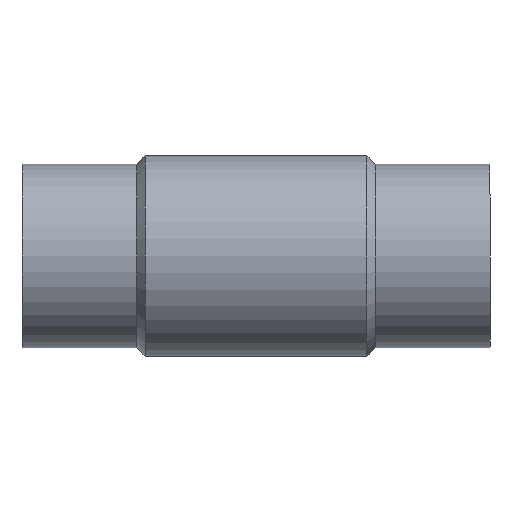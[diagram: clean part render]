
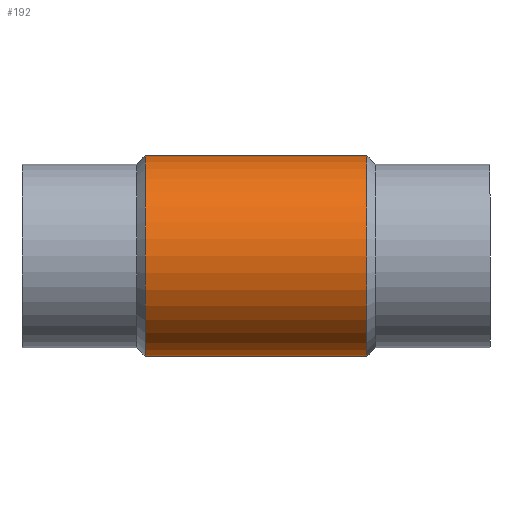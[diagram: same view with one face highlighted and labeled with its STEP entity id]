
A CAD part, front view. The second image highlights one B-rep face of the part: STEP entity #192.
In plain terms, the highlighted cylindrical face has radius 87.3 mm (diameter 174.6 mm), a full revolution.
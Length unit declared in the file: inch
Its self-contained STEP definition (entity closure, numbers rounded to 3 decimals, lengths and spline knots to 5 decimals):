
#21 = CARTESIAN_POINT ( 'NONE',  ( -13.07959, 14.00148, 14.56973 ) ) ;
#29 = CARTESIAN_POINT ( 'NONE',  ( -6.20557, 7.12747, 14.56973 ) ) ;
#41 = AXIS2_PLACEMENT_3D ( 'NONE', #223, #567, #432 ) ;
#54 = CARTESIAN_POINT ( 'NONE',  ( -10.01266, 10.56447, 18.00674 ) ) ;
#58 = CARTESIAN_POINT ( 'NONE',  ( 0.66844, 14.00148, 21.44375 ) ) ;
#68 = FACE_BOUND ( 'NONE', #216, .T. ) ;
#74 = ORIENTED_EDGE ( 'NONE', *, *, #488, .T. ) ;
#100 = CARTESIAN_POINT ( 'NONE',  ( 0.66844, 14.00148, 14.56973 ) ) ;
#115 = DIRECTION ( 'NONE',  ( 0., 1., 0. ) ) ;
#117 = DIRECTION ( 'NONE',  ( 1., 0., 0. ) ) ;
#124 = VERTEX_POINT ( 'NONE', #374 ) ;
#131 = AXIS2_PLACEMENT_3D ( 'NONE', #445, #117, #471 ) ;
#149 = DIRECTION ( 'NONE',  ( -1., 0., 0. ) ) ;
#159 = CARTESIAN_POINT ( 'NONE',  ( -2.39849, 10.56447, 18.00674 ) ) ;
#166 = CARTESIAN_POINT ( 'NONE',  ( -6.20557, 7.12747, 21.44375 ) ) ;
#184 = CYLINDRICAL_SURFACE ( 'NONE', #131, 3.43701 ) ;
#192 = ADVANCED_FACE ( 'NONE', ( #68, #571, #212 ), #184, .T. ) ;
#212 = FACE_OUTER_BOUND ( 'NONE', #603, .T. ) ;
#215 = CARTESIAN_POINT ( 'NONE',  ( -6.20557, 7.12747, 14.56973 ) ) ;
#216 = EDGE_LOOP ( 'NONE', ( #362, #74 ) ) ;
#223 = CARTESIAN_POINT ( 'NONE',  ( -2.39849, 7.12747, 18.00674 ) ) ;
#233 = EDGE_CURVE ( 'NONE', #124, #473, #399, .T. ) ;
#260 = CIRCLE ( 'NONE', #41, 3.43701 ) ;
#282 = EDGE_CURVE ( 'NONE', #558, #558, #575, .T. ) ;
#284 = VERTEX_POINT ( 'NONE', #159 ) ;
#297 = CARTESIAN_POINT ( 'NONE',  ( -13.07959, 14.00148, 21.44375 ) ) ;
#330 = EDGE_CURVE ( 'NONE', #284, #284, #260, .T. ) ;
#334 = CARTESIAN_POINT ( 'NONE',  ( -6.20557, 7.12747, 21.44375 ) ) ;
#362 = ORIENTED_EDGE ( 'NONE', *, *, #233, .T. ) ;
#374 = CARTESIAN_POINT ( 'NONE',  ( -6.20557, 7.12747, 21.44375 ) ) ;
#399 =( BOUNDED_CURVE ( )  B_SPLINE_CURVE ( 3, ( #334, #297, #21, #511 ),
 .UNSPECIFIED., .F., .T. ) 
 B_SPLINE_CURVE_WITH_KNOTS ( ( 4, 4 ),
 ( 1.5708, 4.71239 ),
 .UNSPECIFIED. ) 
 CURVE ( )  GEOMETRIC_REPRESENTATION_ITEM ( )  RATIONAL_B_SPLINE_CURVE ( ( 1., 0.333, 0.333, 1. ) ) 
 REPRESENTATION_ITEM ( '' )  );
#405 = ORIENTED_EDGE ( 'NONE', *, *, #282, .F. ) ;
#432 = DIRECTION ( 'NONE',  ( 0., 1., 0. ) ) ;
#445 = CARTESIAN_POINT ( 'NONE',  ( -6.20557, 7.12747, 18.00674 ) ) ;
#467 = EDGE_LOOP ( 'NONE', ( #405 ) ) ;
#471 = DIRECTION ( 'NONE',  ( 0., 0., -1. ) ) ;
#473 = VERTEX_POINT ( 'NONE', #215 ) ;
#477 = AXIS2_PLACEMENT_3D ( 'NONE', #537, #149, #115 ) ;
#482 =( BOUNDED_CURVE ( )  B_SPLINE_CURVE ( 3, ( #29, #100, #58, #166 ),
 .UNSPECIFIED., .F., .T. ) 
 B_SPLINE_CURVE_WITH_KNOTS ( ( 4, 4 ),
 ( 1.5708, 4.71239 ),
 .UNSPECIFIED. ) 
 CURVE ( )  GEOMETRIC_REPRESENTATION_ITEM ( )  RATIONAL_B_SPLINE_CURVE ( ( 1., 0.333, 0.333, 1. ) ) 
 REPRESENTATION_ITEM ( '' )  );
#488 = EDGE_CURVE ( 'NONE', #473, #124, #482, .T. ) ;
#511 = CARTESIAN_POINT ( 'NONE',  ( -6.20557, 7.12747, 14.56973 ) ) ;
#537 = CARTESIAN_POINT ( 'NONE',  ( -10.01266, 7.12747, 18.00674 ) ) ;
#558 = VERTEX_POINT ( 'NONE', #54 ) ;
#567 = DIRECTION ( 'NONE',  ( 1., 0., 0. ) ) ;
#571 = FACE_OUTER_BOUND ( 'NONE', #467, .T. ) ;
#575 = CIRCLE ( 'NONE', #477, 3.43701 ) ;
#603 = EDGE_LOOP ( 'NONE', ( #623 ) ) ;
#623 = ORIENTED_EDGE ( 'NONE', *, *, #330, .F. ) ;
